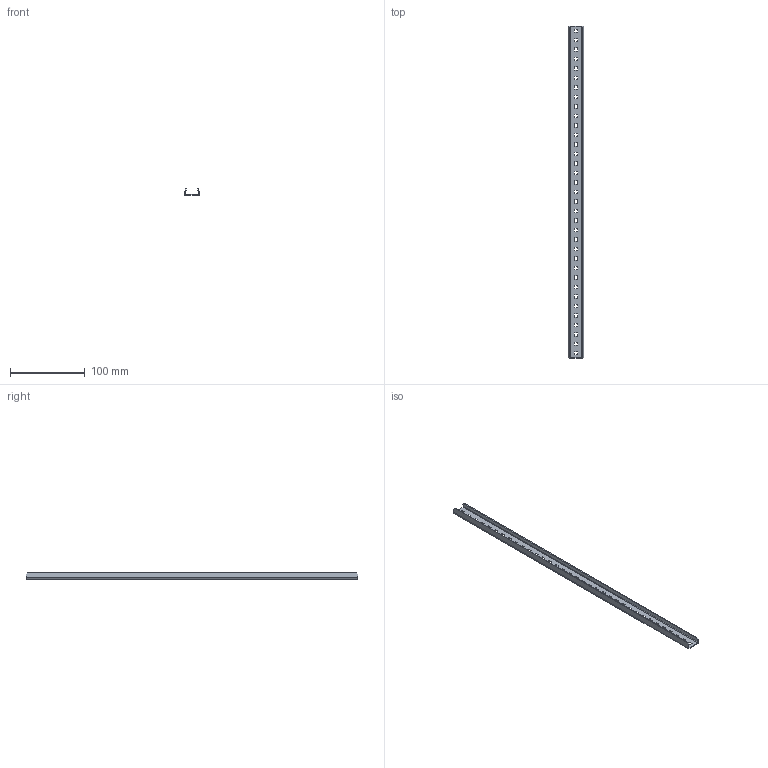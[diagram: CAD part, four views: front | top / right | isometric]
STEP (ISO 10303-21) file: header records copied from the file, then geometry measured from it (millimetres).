
FILE_DESCRIPTION(/* description */ ('STEP AP203'),/* implementation_level */ '2;1');
FILE_NAME(/* name */ 'Linear Slide (NEW) 17.5 in.ipt.step',/* time_stamp */ '2020-04-16T23:03:39-04:00',/* author */ (''),/* organization */ (''),/* preprocessor_version */ 'ST-DEVELOPER v17',/* originating_system */ 'Autodesk Inventor 2019',/* authorisation */ '');
FILE_SCHEMA (('AUTOMOTIVE_DESIGN { 1 0 10303 214 3 1 1 }'));
Length unit declared in the file: inch
Products named in the file (1): Linear Slide (NEW) 17.5 in
Bounding box: 20.83 x 444.5 x 8.8 mm (x, y, z)
Volume: 17783.9 mm3; surface area: 31525.3 mm2
Topology: 1 solids, 1 shells, 298 faces, 888 edges, 592 vertices
Faces by surface type: plane 154, cylinder 144
Entity records: 10261 total; most frequent: CARTESIAN_POINT 1779, ORIENTED_EDGE 1776, DIRECTION 1774, EDGE_CURVE 888, LINE 600, VECTOR 600, VERTEX_POINT 592, AXIS2_PLACEMENT_3D 587
